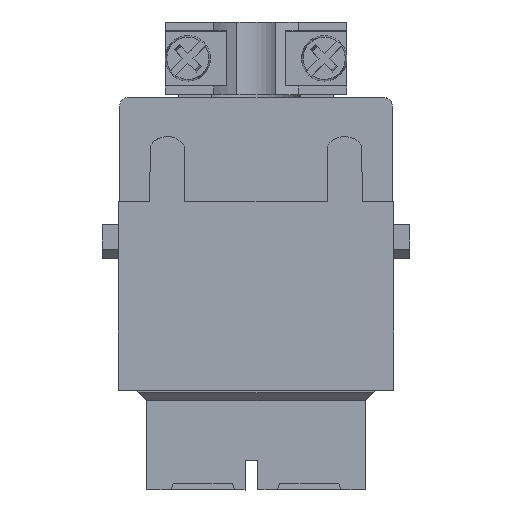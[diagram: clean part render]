
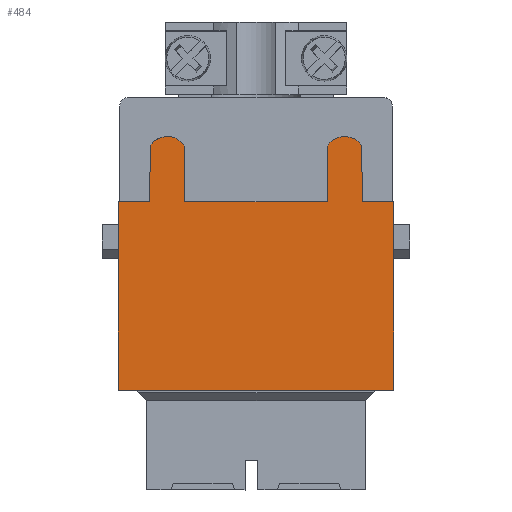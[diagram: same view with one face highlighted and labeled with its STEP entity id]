
A CAD part, left-side view. The second image highlights one B-rep face of the part: STEP entity #484.
In plain terms, the highlighted planar face has unit normal (-1, 0, 0).
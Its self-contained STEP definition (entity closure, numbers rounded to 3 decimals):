
#366=AXIS2_PLACEMENT_3D('Plane Axis2P3D',#363,#364,#365) ;
#82=CARTESIAN_POINT('Vertex',(0.,1.775,31.7)) ;
#85=CARTESIAN_POINT('Line Origine',(0.,1.775,21.35)) ;
#89=CARTESIAN_POINT('Vertex',(0.,1.775,11.)) ;
#242=CARTESIAN_POINT('Vertex',(0.,24.775,31.7)) ;
#247=CARTESIAN_POINT('Line Origine',(0.,16.925,31.7)) ;
#251=CARTESIAN_POINT('Vertex',(0.,9.075,31.7)) ;
#277=CARTESIAN_POINT('Vertex',(0.,5.175,31.7)) ;
#282=CARTESIAN_POINT('Line Origine',(0.,3.475,31.7)) ;
#298=CARTESIAN_POINT('Vertex',(0.,32.075,31.7)) ;
#301=CARTESIAN_POINT('Line Origine',(0.,30.375,31.7)) ;
#305=CARTESIAN_POINT('Vertex',(0.,28.675,31.7)) ;
#363=CARTESIAN_POINT('Axis2P3D Location',(0.,31.925,12.7)) ;
#368=CARTESIAN_POINT('Line Origine',(0.,24.775,34.755)) ;
#372=CARTESIAN_POINT('Vertex',(0.,24.775,37.809)) ;
#376=CARTESIAN_POINT('Control Point',(0.,24.775,37.809)) ;
#377=CARTESIAN_POINT('Control Point',(0.,24.885,37.997)) ;
#378=CARTESIAN_POINT('Control Point',(0.,25.018,38.172)) ;
#379=CARTESIAN_POINT('Control Point',(0.,25.172,38.329)) ;
#380=CARTESIAN_POINT('Control Point',(0.,25.517,38.602)) ;
#381=CARTESIAN_POINT('Control Point',(0.,25.917,38.783)) ;
#382=CARTESIAN_POINT('Control Point',(0.,26.128,38.848)) ;
#383=CARTESIAN_POINT('Control Point',(0.,26.366,38.89)) ;
#384=CARTESIAN_POINT('Control Point',(0.,26.607,38.899)) ;
#385=CARTESIAN_POINT('Control Point',(0.,26.63,38.9)) ;
#386=CARTESIAN_POINT('Control Point',(0.,26.652,38.9)) ;
#387=CARTESIAN_POINT('Control Point',(0.,26.675,38.9)) ;
#388=CARTESIAN_POINT('Vertex',(0.,26.675,38.9)) ;
#392=CARTESIAN_POINT('Control Point',(0.,26.675,38.9)) ;
#393=CARTESIAN_POINT('Control Point',(0.,26.87,38.9)) ;
#394=CARTESIAN_POINT('Control Point',(0.,27.066,38.878)) ;
#395=CARTESIAN_POINT('Control Point',(0.,27.258,38.835)) ;
#396=CARTESIAN_POINT('Control Point',(0.,27.651,38.699)) ;
#397=CARTESIAN_POINT('Control Point',(0.,28.002,38.475)) ;
#398=CARTESIAN_POINT('Control Point',(0.,28.172,38.335)) ;
#399=CARTESIAN_POINT('Control Point',(0.,28.337,38.159)) ;
#400=CARTESIAN_POINT('Control Point',(0.,28.476,37.964)) ;
#401=CARTESIAN_POINT('Control Point',(0.,28.488,37.946)) ;
#402=CARTESIAN_POINT('Control Point',(0.,28.5,37.928)) ;
#403=CARTESIAN_POINT('Control Point',(0.,28.512,37.91)) ;
#404=CARTESIAN_POINT('Vertex',(0.,28.512,37.91)) ;
#407=CARTESIAN_POINT('Line Origine',(0.,28.594,34.805)) ;
#412=CARTESIAN_POINT('Line Origine',(0.,32.075,21.35)) ;
#416=CARTESIAN_POINT('Vertex',(0.,32.075,11.)) ;
#419=CARTESIAN_POINT('Line Origine',(0.,16.925,11.)) ;
#424=CARTESIAN_POINT('Line Origine',(0.,5.256,34.805)) ;
#428=CARTESIAN_POINT('Vertex',(0.,5.338,37.91)) ;
#432=CARTESIAN_POINT('Control Point',(0.,5.338,37.91)) ;
#433=CARTESIAN_POINT('Control Point',(0.,5.458,38.092)) ;
#434=CARTESIAN_POINT('Control Point',(0.,5.6,38.259)) ;
#435=CARTESIAN_POINT('Control Point',(0.,5.762,38.408)) ;
#436=CARTESIAN_POINT('Control Point',(0.,6.12,38.661)) ;
#437=CARTESIAN_POINT('Control Point',(0.,6.529,38.82)) ;
#438=CARTESIAN_POINT('Control Point',(0.,6.741,38.873)) ;
#439=CARTESIAN_POINT('Control Point',(0.,6.958,38.9)) ;
#440=CARTESIAN_POINT('Control Point',(0.,7.175,38.9)) ;
#441=CARTESIAN_POINT('Vertex',(0.,7.175,38.9)) ;
#445=CARTESIAN_POINT('Control Point',(0.,7.175,38.9)) ;
#446=CARTESIAN_POINT('Control Point',(0.,7.176,38.9)) ;
#447=CARTESIAN_POINT('Control Point',(0.,7.177,38.9)) ;
#448=CARTESIAN_POINT('Control Point',(0.,7.178,38.9)) ;
#449=CARTESIAN_POINT('Control Point',(0.,7.397,38.9)) ;
#450=CARTESIAN_POINT('Control Point',(0.,7.616,38.872)) ;
#451=CARTESIAN_POINT('Control Point',(0.,7.83,38.817)) ;
#452=CARTESIAN_POINT('Control Point',(0.,8.238,38.657)) ;
#453=CARTESIAN_POINT('Control Point',(0.,8.596,38.401)) ;
#454=CARTESIAN_POINT('Control Point',(0.,8.758,38.252)) ;
#455=CARTESIAN_POINT('Control Point',(0.,8.913,38.067)) ;
#456=CARTESIAN_POINT('Control Point',(0.,9.042,37.865)) ;
#457=CARTESIAN_POINT('Control Point',(0.,9.053,37.846)) ;
#458=CARTESIAN_POINT('Control Point',(0.,9.064,37.828)) ;
#459=CARTESIAN_POINT('Control Point',(0.,9.075,37.809)) ;
#460=CARTESIAN_POINT('Vertex',(0.,9.075,37.809)) ;
#463=CARTESIAN_POINT('Line Origine',(0.,9.075,34.755)) ;
#86=DIRECTION('Vector Direction',(0.,0.,-1.)) ;
#248=DIRECTION('Vector Direction',(0.,-1.,0.)) ;
#283=DIRECTION('Vector Direction',(0.,1.,0.)) ;
#302=DIRECTION('Vector Direction',(0.,1.,0.)) ;
#364=DIRECTION('Axis2P3D Direction',(1.,0.,0.)) ;
#365=DIRECTION('Axis2P3D XDirection',(0.,1.,0.)) ;
#369=DIRECTION('Vector Direction',(0.,0.,1.)) ;
#408=DIRECTION('Vector Direction',(0.,-0.026,1.)) ;
#413=DIRECTION('Vector Direction',(0.,0.,-1.)) ;
#420=DIRECTION('Vector Direction',(0.,1.,0.)) ;
#425=DIRECTION('Vector Direction',(0.,-0.026,-1.)) ;
#464=DIRECTION('Vector Direction',(0.,0.,-1.)) ;
#87=VECTOR('Line Direction',#86,1.) ;
#249=VECTOR('Line Direction',#248,1.) ;
#284=VECTOR('Line Direction',#283,1.) ;
#303=VECTOR('Line Direction',#302,1.) ;
#370=VECTOR('Line Direction',#369,1.) ;
#409=VECTOR('Line Direction',#408,1.) ;
#414=VECTOR('Line Direction',#413,1.) ;
#421=VECTOR('Line Direction',#420,1.) ;
#426=VECTOR('Line Direction',#425,1.) ;
#465=VECTOR('Line Direction',#464,1.) ;
#469=ORIENTED_EDGE('',*,*,#253,.F.) ;
#470=ORIENTED_EDGE('',*,*,#374,.T.) ;
#471=ORIENTED_EDGE('',*,*,#390,.T.) ;
#472=ORIENTED_EDGE('',*,*,#406,.T.) ;
#473=ORIENTED_EDGE('',*,*,#411,.F.) ;
#474=ORIENTED_EDGE('',*,*,#307,.T.) ;
#475=ORIENTED_EDGE('',*,*,#418,.T.) ;
#476=ORIENTED_EDGE('',*,*,#423,.F.) ;
#477=ORIENTED_EDGE('',*,*,#91,.F.) ;
#478=ORIENTED_EDGE('',*,*,#286,.T.) ;
#479=ORIENTED_EDGE('',*,*,#430,.F.) ;
#480=ORIENTED_EDGE('',*,*,#443,.T.) ;
#481=ORIENTED_EDGE('',*,*,#462,.T.) ;
#482=ORIENTED_EDGE('',*,*,#467,.T.) ;
#484=ADVANCED_FACE('Hauptk\X2\00F6\X0\rper',(#483),#367,.F.) ;
#375=B_SPLINE_CURVE_WITH_KNOTS('',5,(#376,#377,#378,#379,#380,#381,#382,#383,#384,#385,#386,#387),.UNSPECIFIED.,.F.,.U.,(6,3,3,6),(0.,1.541,3.083,3.243),.UNSPECIFIED.) ;
#391=B_SPLINE_CURVE_WITH_KNOTS('',5,(#392,#393,#394,#395,#396,#397,#398,#399,#400,#401,#402,#403),.UNSPECIFIED.,.F.,.U.,(6,3,3,6),(3.243,4.624,6.166,6.319),.UNSPECIFIED.) ;
#431=B_SPLINE_CURVE_WITH_KNOTS('',5,(#432,#433,#434,#435,#436,#437,#438,#439,#440),.UNSPECIFIED.,.F.,.U.,(6,3,6),(0.,1.541,3.075),.UNSPECIFIED.) ;
#444=B_SPLINE_CURVE_WITH_KNOTS('',5,(#445,#446,#447,#448,#449,#450,#451,#452,#453,#454,#455,#456,#457,#458,#459),.UNSPECIFIED.,.F.,.U.,(6,3,3,3,6),(3.075,3.083,4.624,6.166,6.319),.UNSPECIFIED.) ;
#91=EDGE_CURVE('',#83,#90,#88,.T.) ;
#253=EDGE_CURVE('',#243,#252,#250,.T.) ;
#286=EDGE_CURVE('',#83,#278,#285,.T.) ;
#307=EDGE_CURVE('',#306,#299,#304,.T.) ;
#374=EDGE_CURVE('',#243,#373,#371,.T.) ;
#390=EDGE_CURVE('',#373,#389,#375,.T.) ;
#406=EDGE_CURVE('',#389,#405,#391,.T.) ;
#411=EDGE_CURVE('',#306,#405,#410,.T.) ;
#418=EDGE_CURVE('',#299,#417,#415,.T.) ;
#423=EDGE_CURVE('',#90,#417,#422,.T.) ;
#430=EDGE_CURVE('',#429,#278,#427,.T.) ;
#443=EDGE_CURVE('',#429,#442,#431,.T.) ;
#462=EDGE_CURVE('',#442,#461,#444,.T.) ;
#467=EDGE_CURVE('',#461,#252,#466,.T.) ;
#468=EDGE_LOOP('',(#469,#470,#471,#472,#473,#474,#475,#476,#477,#478,#479,#480,#481,#482)) ;
#483=FACE_OUTER_BOUND('',#468,.T.) ;
#88=LINE('Line',#85,#87) ;
#250=LINE('Line',#247,#249) ;
#285=LINE('Line',#282,#284) ;
#304=LINE('Line',#301,#303) ;
#371=LINE('Line',#368,#370) ;
#410=LINE('Line',#407,#409) ;
#415=LINE('Line',#412,#414) ;
#422=LINE('Line',#419,#421) ;
#427=LINE('Line',#424,#426) ;
#466=LINE('Line',#463,#465) ;
#367=PLANE('',#366) ;
#83=VERTEX_POINT('',#82) ;
#90=VERTEX_POINT('',#89) ;
#243=VERTEX_POINT('',#242) ;
#252=VERTEX_POINT('',#251) ;
#278=VERTEX_POINT('',#277) ;
#299=VERTEX_POINT('',#298) ;
#306=VERTEX_POINT('',#305) ;
#373=VERTEX_POINT('',#372) ;
#389=VERTEX_POINT('',#388) ;
#405=VERTEX_POINT('',#404) ;
#417=VERTEX_POINT('',#416) ;
#429=VERTEX_POINT('',#428) ;
#442=VERTEX_POINT('',#441) ;
#461=VERTEX_POINT('',#460) ;
